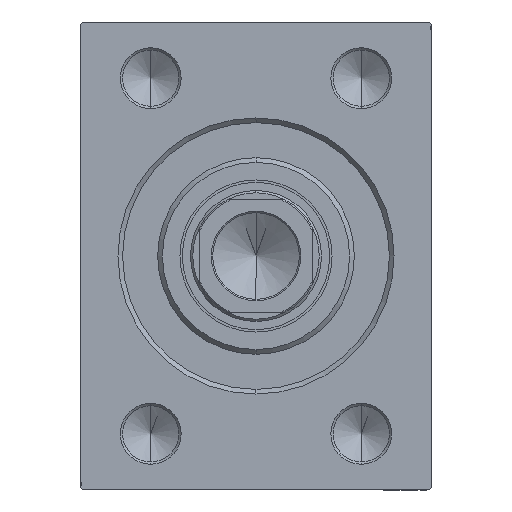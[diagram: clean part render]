
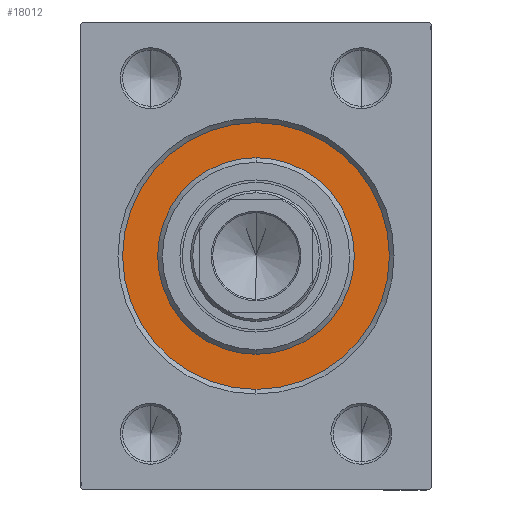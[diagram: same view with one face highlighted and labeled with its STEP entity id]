
A CAD part, left-side view. The second image highlights one B-rep face of the part: STEP entity #18012.
In plain terms, the highlighted face is planar.
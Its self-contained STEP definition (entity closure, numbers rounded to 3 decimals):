
#1336 = CARTESIAN_POINT ( 'NONE',  ( 0., 0., 0. ) ) ;
#2226 = DIRECTION ( 'NONE',  ( 0., 0., -1. ) ) ;
#2310 = CARTESIAN_POINT ( 'NONE',  ( 0., 0., -21. ) ) ;
#4133 = CARTESIAN_POINT ( 'NONE',  ( 0., 0., 0. ) ) ;
#4754 = FACE_BOUND ( 'NONE', #19210, .T. ) ;
#7870 = CIRCLE ( 'NONE', #41926, 28.5 ) ;
#7890 = ORIENTED_EDGE ( 'NONE', *, *, #41569, .F. ) ;
#9387 = ORIENTED_EDGE ( 'NONE', *, *, #25047, .F. ) ;
#9720 = EDGE_CURVE ( 'NONE', #33298, #44492, #17854, .T. ) ;
#9928 = ORIENTED_EDGE ( 'NONE', *, *, #9720, .F. ) ;
#10329 = AXIS2_PLACEMENT_3D ( 'NONE', #26230, #11964, #35551 ) ;
#11801 = DIRECTION ( 'NONE',  ( 0., 0., 1. ) ) ;
#11964 = DIRECTION ( 'NONE',  ( 1., 0., 0. ) ) ;
#12701 = DIRECTION ( 'NONE',  ( 0., 0., 1. ) ) ;
#13121 = DIRECTION ( 'NONE',  ( 1., 0., 0. ) ) ;
#16122 = AXIS2_PLACEMENT_3D ( 'NONE', #4133, #17301, #41792 ) ;
#16507 = AXIS2_PLACEMENT_3D ( 'NONE', #1336, #21323, #11801 ) ;
#16840 = CIRCLE ( 'NONE', #10329, 21. ) ;
#17301 = DIRECTION ( 'NONE',  ( -1., 0., 0. ) ) ;
#17510 = CARTESIAN_POINT ( 'NONE',  ( 0., 0., 21. ) ) ;
#17854 = CIRCLE ( 'NONE', #35246, 21. ) ;
#18012 = ADVANCED_FACE ( 'NONE', ( #4754, #18595 ), #36058, .F. ) ;
#18595 = FACE_OUTER_BOUND ( 'NONE', #33931, .T. ) ;
#18996 = ORIENTED_EDGE ( 'NONE', *, *, #39008, .F. ) ;
#19210 = EDGE_LOOP ( 'NONE', ( #9928, #18996 ) ) ;
#20237 = CARTESIAN_POINT ( 'NONE',  ( 0., 0., -28.5 ) ) ;
#21323 = DIRECTION ( 'NONE',  ( -1., 0., 0. ) ) ;
#22907 = CARTESIAN_POINT ( 'NONE',  ( 0., 0., 0. ) ) ;
#25047 = EDGE_CURVE ( 'NONE', #30657, #32318, #7870, .T. ) ;
#26230 = CARTESIAN_POINT ( 'NONE',  ( 0., 0., 0. ) ) ;
#30657 = VERTEX_POINT ( 'NONE', #35467 ) ;
#32318 = VERTEX_POINT ( 'NONE', #20237 ) ;
#33298 = VERTEX_POINT ( 'NONE', #17510 ) ;
#33931 = EDGE_LOOP ( 'NONE', ( #7890, #9387 ) ) ;
#35246 = AXIS2_PLACEMENT_3D ( 'NONE', #36502, #13121, #2226 ) ;
#35467 = CARTESIAN_POINT ( 'NONE',  ( 0., 0., 28.5 ) ) ;
#35551 = DIRECTION ( 'NONE',  ( 0., 0., -1. ) ) ;
#36058 = PLANE ( 'NONE',  #16507 ) ;
#36314 = DIRECTION ( 'NONE',  ( -1., 0., 0. ) ) ;
#36502 = CARTESIAN_POINT ( 'NONE',  ( 0., 0., 0. ) ) ;
#39008 = EDGE_CURVE ( 'NONE', #44492, #33298, #16840, .T. ) ;
#41569 = EDGE_CURVE ( 'NONE', #32318, #30657, #43644, .T. ) ;
#41792 = DIRECTION ( 'NONE',  ( 0., 0., 1. ) ) ;
#41926 = AXIS2_PLACEMENT_3D ( 'NONE', #22907, #36314, #12701 ) ;
#43644 = CIRCLE ( 'NONE', #16122, 28.5 ) ;
#44492 = VERTEX_POINT ( 'NONE', #2310 ) ;
